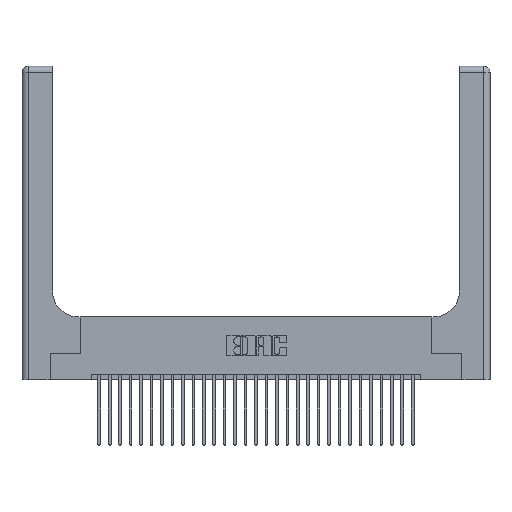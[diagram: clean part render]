
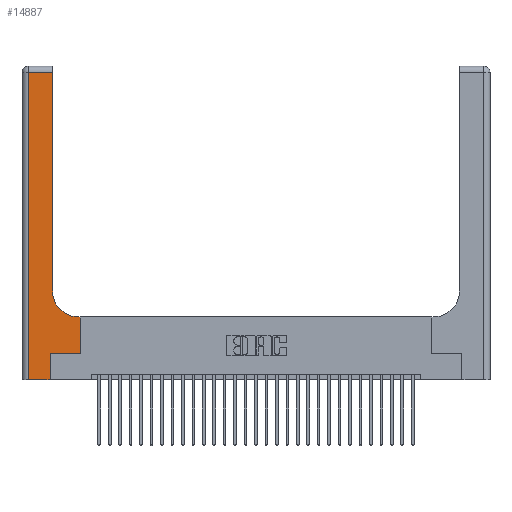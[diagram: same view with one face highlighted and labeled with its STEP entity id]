
A CAD part, top view. The second image highlights one B-rep face of the part: STEP entity #14887.
In plain terms, the highlighted planar face has unit normal (0, 0, 1).
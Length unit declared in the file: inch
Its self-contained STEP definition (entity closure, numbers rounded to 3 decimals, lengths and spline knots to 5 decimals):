
#392 = CARTESIAN_POINT ( 'NONE',  ( 0.269, 0., 0.37 ) ) ;
#485 = CARTESIAN_POINT ( 'NONE',  ( 0.5585, 0.25, 0.37 ) ) ;
#766 = DIRECTION ( 'NONE',  ( 0., 1., 0. ) ) ;
#985 = EDGE_CURVE ( 'NONE', #28421, #1907, #22285, .T. ) ;
#1623 = VECTOR ( 'NONE', #22070, 39.37008 ) ;
#1673 = ORIENTED_EDGE ( 'NONE', *, *, #26281, .T. ) ;
#1818 = DIRECTION ( 'NONE',  ( -1., 0., 0. ) ) ;
#1907 = VERTEX_POINT ( 'NONE', #392 ) ;
#1966 = CARTESIAN_POINT ( 'NONE',  ( 0., 2.94, 0.37 ) ) ;
#3271 = EDGE_CURVE ( 'NONE', #1907, #4273, #8051, .T. ) ;
#3544 = DIRECTION ( 'NONE',  ( 1., 0., 0. ) ) ;
#3770 = ORIENTED_EDGE ( 'NONE', *, *, #16065, .T. ) ;
#4040 = ORIENTED_EDGE ( 'NONE', *, *, #13147, .T. ) ;
#4142 = CARTESIAN_POINT ( 'NONE',  ( 0., 3., 0.37 ) ) ;
#4242 = ORIENTED_EDGE ( 'NONE', *, *, #10911, .T. ) ;
#4273 = VERTEX_POINT ( 'NONE', #9547 ) ;
#5144 = VERTEX_POINT ( 'NONE', #26779 ) ;
#5988 = CARTESIAN_POINT ( 'NONE',  ( 0.06, 0., 0.37 ) ) ;
#6937 = DIRECTION ( 'NONE',  ( -1., 0., 0. ) ) ;
#7025 = CARTESIAN_POINT ( 'NONE',  ( 0.2915, 2.94, 0.37 ) ) ;
#8051 = LINE ( 'NONE', #29187, #1623 ) ;
#8349 = DIRECTION ( 'NONE',  ( 0., 0., -1. ) ) ;
#9254 = CIRCLE ( 'NONE', #26543, 0.25 ) ;
#9547 = CARTESIAN_POINT ( 'NONE',  ( 0.269, 0.25, 0.37 ) ) ;
#9729 = VECTOR ( 'NONE', #27878, 39.37008 ) ;
#10048 = VERTEX_POINT ( 'NONE', #26451 ) ;
#10569 = EDGE_CURVE ( 'NONE', #28687, #10048, #19705, .T. ) ;
#10820 = LINE ( 'NONE', #22552, #17156 ) ;
#10911 = EDGE_CURVE ( 'NONE', #5144, #18833, #9254, .T. ) ;
#11019 = VECTOR ( 'NONE', #13666, 39.37008 ) ;
#11245 = CARTESIAN_POINT ( 'NONE',  ( 0.06, 3., 0.37 ) ) ;
#12650 = VECTOR ( 'NONE', #6937, 39.37008 ) ;
#13147 = EDGE_CURVE ( 'NONE', #15227, #25867, #28548, .T. ) ;
#13242 = CARTESIAN_POINT ( 'NONE',  ( 0., 0., 0.37 ) ) ;
#13569 = EDGE_CURVE ( 'NONE', #25867, #5144, #18841, .T. ) ;
#13666 = DIRECTION ( 'NONE',  ( -1., 0., 0. ) ) ;
#13813 = PLANE ( 'NONE',  #19442 ) ;
#13814 = CARTESIAN_POINT ( 'NONE',  ( 0.2915, 0.85, 0.37 ) ) ;
#14395 = CARTESIAN_POINT ( 'NONE',  ( 0.5585, 0.25, 0.37 ) ) ;
#14887 = ADVANCED_FACE ( 'NONE', ( #15793 ), #13813, .F. ) ;
#15197 = CARTESIAN_POINT ( 'NONE',  ( 0.2915, 3., 0.37 ) ) ;
#15227 = VERTEX_POINT ( 'NONE', #485 ) ;
#15793 = FACE_OUTER_BOUND ( 'NONE', #24593, .T. ) ;
#15920 = VECTOR ( 'NONE', #30660, 39.37008 ) ;
#15999 = VECTOR ( 'NONE', #20381, 39.37008 ) ;
#16065 = EDGE_CURVE ( 'NONE', #10048, #28421, #27232, .T. ) ;
#16199 = DIRECTION ( 'NONE',  ( 0., 0., -1. ) ) ;
#17156 = VECTOR ( 'NONE', #3544, 39.37008 ) ;
#17932 = CARTESIAN_POINT ( 'NONE',  ( 0.5585, 0.6, 0.37 ) ) ;
#18833 = VERTEX_POINT ( 'NONE', #13814 ) ;
#18841 = LINE ( 'NONE', #25510, #11019 ) ;
#19442 = AXIS2_PLACEMENT_3D ( 'NONE', #4142, #16199, #1818 ) ;
#19705 = LINE ( 'NONE', #1966, #12650 ) ;
#20054 = ORIENTED_EDGE ( 'NONE', *, *, #985, .T. ) ;
#20097 = EDGE_CURVE ( 'NONE', #4273, #15227, #10820, .T. ) ;
#20381 = DIRECTION ( 'NONE',  ( 1., 0., 0. ) ) ;
#21141 = VECTOR ( 'NONE', #766, 39.37008 ) ;
#22070 = DIRECTION ( 'NONE',  ( 0., 1., 0. ) ) ;
#22285 = LINE ( 'NONE', #13242, #15999 ) ;
#22552 = CARTESIAN_POINT ( 'NONE',  ( 0.269, 0.25, 0.37 ) ) ;
#22617 = CARTESIAN_POINT ( 'NONE',  ( 0.5415, 0.85, 0.37 ) ) ;
#23444 = ORIENTED_EDGE ( 'NONE', *, *, #20097, .T. ) ;
#24002 = ORIENTED_EDGE ( 'NONE', *, *, #13569, .T. ) ;
#24062 = ORIENTED_EDGE ( 'NONE', *, *, #10569, .T. ) ;
#24593 = EDGE_LOOP ( 'NONE', ( #1673, #24062, #3770, #20054, #29785, #23444, #4040, #24002, #4242 ) ) ;
#25020 = DIRECTION ( 'NONE',  ( 1., 0., 0. ) ) ;
#25510 = CARTESIAN_POINT ( 'NONE',  ( 0.2915, 0.6, 0.37 ) ) ;
#25867 = VERTEX_POINT ( 'NONE', #17932 ) ;
#26281 = EDGE_CURVE ( 'NONE', #18833, #28687, #26719, .T. ) ;
#26451 = CARTESIAN_POINT ( 'NONE',  ( 0.06, 2.94, 0.37 ) ) ;
#26543 = AXIS2_PLACEMENT_3D ( 'NONE', #22617, #8349, #25020 ) ;
#26719 = LINE ( 'NONE', #15197, #21141 ) ;
#26779 = CARTESIAN_POINT ( 'NONE',  ( 0.5415, 0.6, 0.37 ) ) ;
#27232 = LINE ( 'NONE', #11245, #9729 ) ;
#27878 = DIRECTION ( 'NONE',  ( 0., -1., 0. ) ) ;
#28421 = VERTEX_POINT ( 'NONE', #5988 ) ;
#28548 = LINE ( 'NONE', #14395, #15920 ) ;
#28687 = VERTEX_POINT ( 'NONE', #7025 ) ;
#29187 = CARTESIAN_POINT ( 'NONE',  ( 0.269, 0., 0.37 ) ) ;
#29785 = ORIENTED_EDGE ( 'NONE', *, *, #3271, .T. ) ;
#30660 = DIRECTION ( 'NONE',  ( 0., 1., 0. ) ) ;
